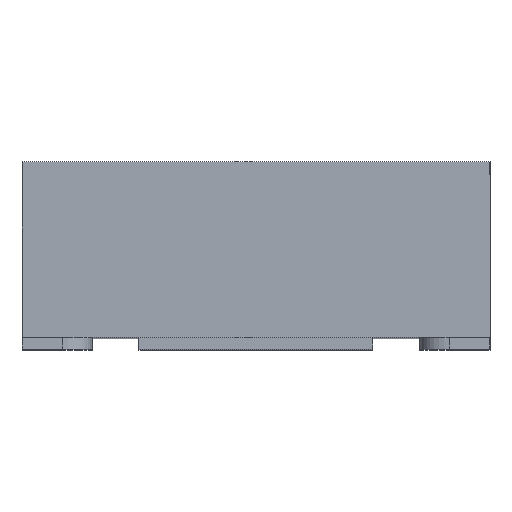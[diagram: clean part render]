
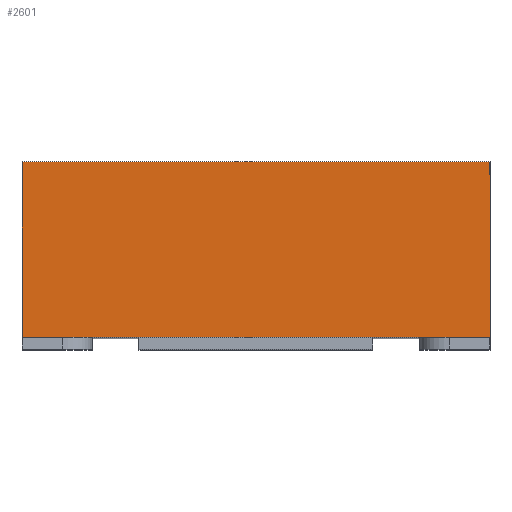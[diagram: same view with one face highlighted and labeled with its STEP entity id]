
A CAD part, top view. The second image highlights one B-rep face of the part: STEP entity #2601.
In plain terms, the highlighted planar face has unit normal (0, 0, 1).
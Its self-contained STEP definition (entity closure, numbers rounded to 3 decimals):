
#112 = ORIENTED_EDGE ( 'NONE', *, *, #2358, .T. ) ;
#129 = LINE ( 'NONE', #3870, #3758 ) ;
#144 = ORIENTED_EDGE ( 'NONE', *, *, #387, .F. ) ;
#174 = EDGE_CURVE ( 'NONE', #3743, #517, #129, .T. ) ;
#195 = DIRECTION ( 'NONE',  ( 0., 0., 1. ) ) ;
#250 = VECTOR ( 'NONE', #2038, 1000. ) ;
#334 = CARTESIAN_POINT ( 'NONE',  ( -1., 0.8, 1.5 ) ) ;
#367 = VECTOR ( 'NONE', #621, 1000. ) ;
#387 = EDGE_CURVE ( 'NONE', #634, #3294, #4103, .T. ) ;
#411 = CARTESIAN_POINT ( 'NONE',  ( -1., 0.8, 1.5 ) ) ;
#517 = VERTEX_POINT ( 'NONE', #1176 ) ;
#527 = CARTESIAN_POINT ( 'NONE',  ( -1., 0.05, 1.5 ) ) ;
#621 = DIRECTION ( 'NONE',  ( 0., 1., 0. ) ) ;
#634 = VERTEX_POINT ( 'NONE', #334 ) ;
#803 = DIRECTION ( 'NONE',  ( 1., 0., 0. ) ) ;
#1031 = EDGE_CURVE ( 'NONE', #3743, #634, #2363, .T. ) ;
#1176 = CARTESIAN_POINT ( 'NONE',  ( 1., 0.05, 1.5 ) ) ;
#1369 = CARTESIAN_POINT ( 'NONE',  ( -1., 0.05, 1.5 ) ) ;
#1501 = ORIENTED_EDGE ( 'NONE', *, *, #174, .T. ) ;
#1509 = VECTOR ( 'NONE', #3391, 1000. ) ;
#1977 = LINE ( 'NONE', #2980, #367 ) ;
#2037 = AXIS2_PLACEMENT_3D ( 'NONE', #527, #195, #3804 ) ;
#2038 = DIRECTION ( 'NONE',  ( 1., 0., 0. ) ) ;
#2223 = PLANE ( 'NONE',  #2037 ) ;
#2358 = EDGE_CURVE ( 'NONE', #517, #3294, #1977, .T. ) ;
#2363 = LINE ( 'NONE', #1369, #1509 ) ;
#2601 = ADVANCED_FACE ( 'NONE', ( #4159 ), #2223, .T. ) ;
#2980 = CARTESIAN_POINT ( 'NONE',  ( 1., 0.05, 1.5 ) ) ;
#3001 = EDGE_LOOP ( 'NONE', ( #144, #3417, #1501, #112 ) ) ;
#3294 = VERTEX_POINT ( 'NONE', #3649 ) ;
#3391 = DIRECTION ( 'NONE',  ( 0., 1., 0. ) ) ;
#3417 = ORIENTED_EDGE ( 'NONE', *, *, #1031, .F. ) ;
#3649 = CARTESIAN_POINT ( 'NONE',  ( 1., 0.8, 1.5 ) ) ;
#3743 = VERTEX_POINT ( 'NONE', #4016 ) ;
#3758 = VECTOR ( 'NONE', #803, 1000. ) ;
#3804 = DIRECTION ( 'NONE',  ( 1., 0., 0. ) ) ;
#3870 = CARTESIAN_POINT ( 'NONE',  ( -1., 0.05, 1.5 ) ) ;
#4016 = CARTESIAN_POINT ( 'NONE',  ( -1., 0.05, 1.5 ) ) ;
#4103 = LINE ( 'NONE', #411, #250 ) ;
#4159 = FACE_OUTER_BOUND ( 'NONE', #3001, .T. ) ;
